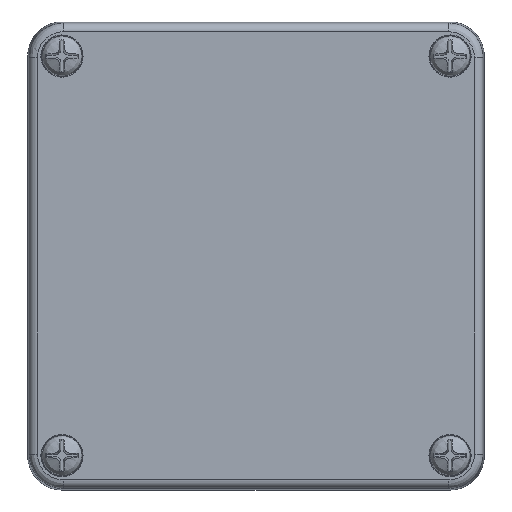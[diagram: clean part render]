
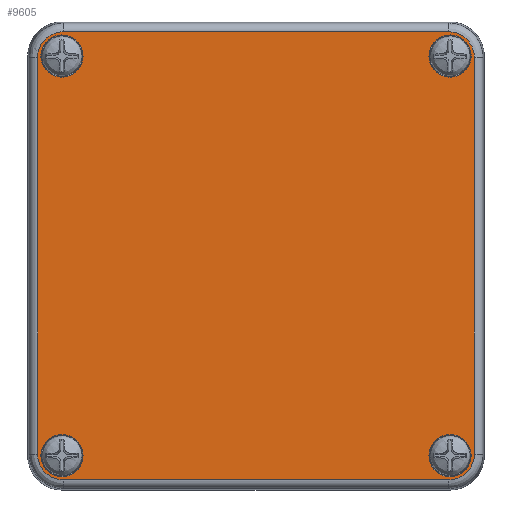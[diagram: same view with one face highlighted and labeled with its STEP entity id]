
A CAD part, top view. The second image highlights one B-rep face of the part: STEP entity #9605.
In plain terms, the highlighted face is planar.
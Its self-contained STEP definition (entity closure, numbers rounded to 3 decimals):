
#60=ELLIPSE('',#10580,4.501,4.5);
#61=ELLIPSE('',#10581,4.501,4.5);
#62=ELLIPSE('',#10582,4.501,4.5);
#63=ELLIPSE('',#10583,4.501,4.5);
#275=FACE_BOUND('',#1781,.T.);
#276=FACE_BOUND('',#1782,.T.);
#277=FACE_BOUND('',#1783,.T.);
#278=FACE_BOUND('',#1784,.T.);
#452=PLANE('',#10579);
#1154=FACE_OUTER_BOUND('',#1780,.T.);
#1780=EDGE_LOOP('',(#7999,#8000,#8001,#8002,#8003,#8004,#8005,#8006));
#1781=EDGE_LOOP('',(#8007));
#1782=EDGE_LOOP('',(#8008));
#1783=EDGE_LOOP('',(#8009));
#1784=EDGE_LOOP('',(#8010));
#2441=LINE('',#19290,#3070);
#2442=LINE('',#19294,#3071);
#2443=LINE('',#19298,#3072);
#2444=LINE('',#19302,#3073);
#3070=VECTOR('',#12827,69.53);
#3071=VECTOR('',#12830,67.53);
#3072=VECTOR('',#12833,69.53);
#3073=VECTOR('',#12836,67.53);
#3562=CIRCLE('',#10498,3.7);
#3606=CIRCLE('',#10569,3.7);
#3608=CIRCLE('',#10572,3.7);
#3610=CIRCLE('',#10575,3.7);
#4399=VERTEX_POINT('',#19133);
#4443=VERTEX_POINT('',#19269);
#4445=VERTEX_POINT('',#19275);
#4447=VERTEX_POINT('',#19281);
#4448=VERTEX_POINT('',#19288);
#4449=VERTEX_POINT('',#19289);
#4450=VERTEX_POINT('',#19291);
#4451=VERTEX_POINT('',#19293);
#4452=VERTEX_POINT('',#19295);
#4453=VERTEX_POINT('',#19297);
#4454=VERTEX_POINT('',#19299);
#4455=VERTEX_POINT('',#19301);
#5601=EDGE_CURVE('',#4399,#4399,#3562,.T.);
#5666=EDGE_CURVE('',#4443,#4443,#3606,.T.);
#5669=EDGE_CURVE('',#4445,#4445,#3608,.T.);
#5672=EDGE_CURVE('',#4447,#4447,#3610,.T.);
#5673=EDGE_CURVE('',#4448,#4449,#2441,.T.);
#5674=EDGE_CURVE('',#4450,#4448,#60,.T.);
#5675=EDGE_CURVE('',#4451,#4450,#2442,.T.);
#5676=EDGE_CURVE('',#4452,#4451,#61,.T.);
#5677=EDGE_CURVE('',#4453,#4452,#2443,.T.);
#5678=EDGE_CURVE('',#4454,#4453,#62,.T.);
#5679=EDGE_CURVE('',#4455,#4454,#2444,.T.);
#5680=EDGE_CURVE('',#4449,#4455,#63,.T.);
#7999=ORIENTED_EDGE('',*,*,#5673,.F.);
#8000=ORIENTED_EDGE('',*,*,#5674,.F.);
#8001=ORIENTED_EDGE('',*,*,#5675,.F.);
#8002=ORIENTED_EDGE('',*,*,#5676,.F.);
#8003=ORIENTED_EDGE('',*,*,#5677,.F.);
#8004=ORIENTED_EDGE('',*,*,#5678,.F.);
#8005=ORIENTED_EDGE('',*,*,#5679,.F.);
#8006=ORIENTED_EDGE('',*,*,#5680,.F.);
#8007=ORIENTED_EDGE('',*,*,#5672,.T.);
#8008=ORIENTED_EDGE('',*,*,#5669,.T.);
#8009=ORIENTED_EDGE('',*,*,#5666,.T.);
#8010=ORIENTED_EDGE('',*,*,#5601,.T.);
#9605=ADVANCED_FACE('',(#1154,#275,#276,#277,#278),#452,.F.);
#10498=AXIS2_PLACEMENT_3D('',#19135,#12640,#12641);
#10569=AXIS2_PLACEMENT_3D('',#19271,#12803,#12804);
#10572=AXIS2_PLACEMENT_3D('',#19277,#12810,#12811);
#10575=AXIS2_PLACEMENT_3D('',#19283,#12817,#12818);
#10579=AXIS2_PLACEMENT_3D('',#19287,#12825,#12826);
#10580=AXIS2_PLACEMENT_3D('',#19292,#12828,#12829);
#10581=AXIS2_PLACEMENT_3D('',#19296,#12831,#12832);
#10582=AXIS2_PLACEMENT_3D('',#19300,#12834,#12835);
#10583=AXIS2_PLACEMENT_3D('',#19303,#12837,#12838);
#12640=DIRECTION('center_axis',(0.,0.,1.));
#12641=DIRECTION('ref_axis',(-1.,0.,0.));
#12803=DIRECTION('center_axis',(0.,0.,1.));
#12804=DIRECTION('ref_axis',(-1.,0.,0.));
#12810=DIRECTION('center_axis',(0.,0.,1.));
#12811=DIRECTION('ref_axis',(-1.,0.,0.));
#12817=DIRECTION('center_axis',(0.,0.,1.));
#12818=DIRECTION('ref_axis',(-1.,0.,0.));
#12825=DIRECTION('center_axis',(0.,0.,1.));
#12826=DIRECTION('ref_axis',(1.,0.,0.));
#12827=DIRECTION('',(0.,-1.,0.));
#12828=DIRECTION('center_axis',(0.,0.,1.));
#12829=DIRECTION('ref_axis',(-0.707,0.707,0.));
#12830=DIRECTION('',(-1.,0.,0.));
#12831=DIRECTION('center_axis',(0.,0.,1.));
#12832=DIRECTION('ref_axis',(0.707,0.707,0.));
#12833=DIRECTION('',(0.,1.,0.));
#12834=DIRECTION('center_axis',(0.,0.,1.));
#12835=DIRECTION('ref_axis',(0.707,-0.707,0.));
#12836=DIRECTION('',(1.,0.,0.));
#12837=DIRECTION('center_axis',(0.,0.,1.));
#12838=DIRECTION('ref_axis',(-0.707,-0.707,0.));
#19133=CARTESIAN_POINT('',(37.7,35.,-7.5));
#19135=CARTESIAN_POINT('Origin',(34.,35.,-7.5));
#19269=CARTESIAN_POINT('',(-30.3,35.,-7.5));
#19271=CARTESIAN_POINT('Origin',(-34.,35.,-7.5));
#19275=CARTESIAN_POINT('',(-30.3,-35.,-7.5));
#19277=CARTESIAN_POINT('Origin',(-34.,-35.,-7.5));
#19281=CARTESIAN_POINT('',(37.7,-35.,-7.5));
#19283=CARTESIAN_POINT('Origin',(34.,-35.,-7.5));
#19287=CARTESIAN_POINT('Origin',(0.,0.,-7.5));
#19288=CARTESIAN_POINT('',(-38.264,34.765,-7.5));
#19289=CARTESIAN_POINT('',(-38.264,-34.765,-7.5));
#19290=CARTESIAN_POINT('',(-38.264,34.765,-7.5));
#19291=CARTESIAN_POINT('',(-33.765,39.264,-7.5));
#19292=CARTESIAN_POINT('Origin',(-33.763,34.763,-7.5));
#19293=CARTESIAN_POINT('',(33.765,39.264,-7.5));
#19294=CARTESIAN_POINT('',(33.765,39.264,-7.5));
#19295=CARTESIAN_POINT('',(38.264,34.765,-7.5));
#19296=CARTESIAN_POINT('Origin',(33.763,34.763,-7.5));
#19297=CARTESIAN_POINT('',(38.264,-34.765,-7.5));
#19298=CARTESIAN_POINT('',(38.264,-34.765,-7.5));
#19299=CARTESIAN_POINT('',(33.765,-39.264,-7.5));
#19300=CARTESIAN_POINT('Origin',(33.763,-34.763,-7.5));
#19301=CARTESIAN_POINT('',(-33.765,-39.264,-7.5));
#19302=CARTESIAN_POINT('',(-33.765,-39.264,-7.5));
#19303=CARTESIAN_POINT('Origin',(-33.763,-34.763,-7.5));
